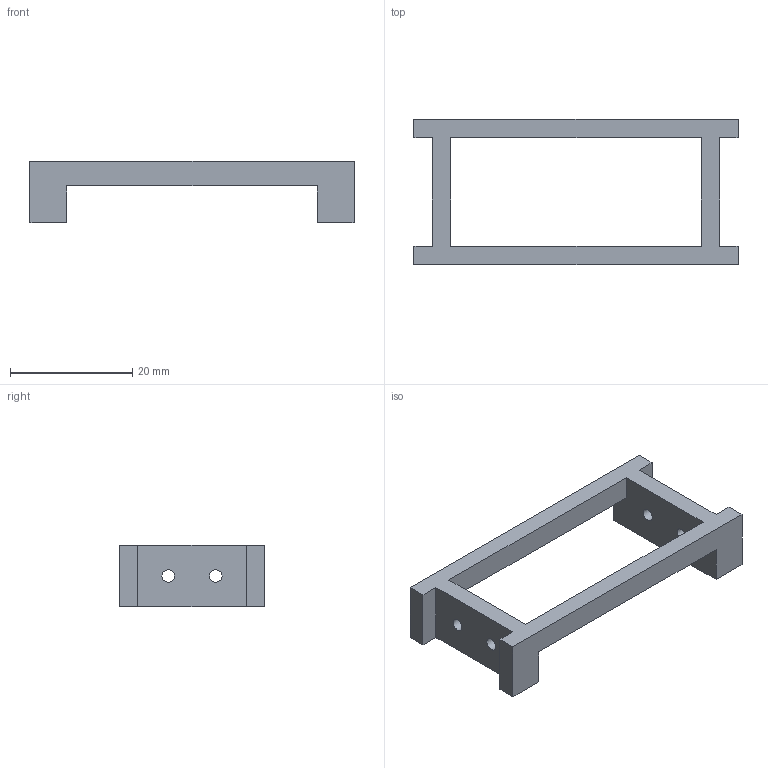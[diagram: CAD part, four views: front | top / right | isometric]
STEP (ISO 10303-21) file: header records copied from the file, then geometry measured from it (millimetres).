
FILE_DESCRIPTION( ( '' ), ' ' );
FILE_NAME( '5a7866e1110e670fe0cf4cb9.step', '2018-02-05T14:14:58', ( '' ), ( '' ), ' ', ' ', ' ' );
FILE_SCHEMA( ( 'AUTOMOTIVE_DESIGN { 1 0 10303 214 1 1 1 1 }' ) );
Length unit declared in the file: metre
Products named in the file (1): Leg - Femur Support Bracket (large)
Bounding box: 53 x 23.79 x 10 mm (x, y, z)
Volume: 2731.8 mm3; surface area: 2820 mm2
Topology: 1 solids, 1 shells, 25 faces, 76 edges, 52 vertices
Faces by surface type: plane 21, cylinder 4
Full cylindrical faces by diameter (mm): 2.05 x4
Entity records: 1030 total; most frequent: CARTESIAN_POINT 142, ORIENTED_EDGE 136, DIRECTION 128, EDGE_CURVE 68, LINE 60, VECTOR 60, VERTEX_POINT 48, EDGE_LOOP 38
